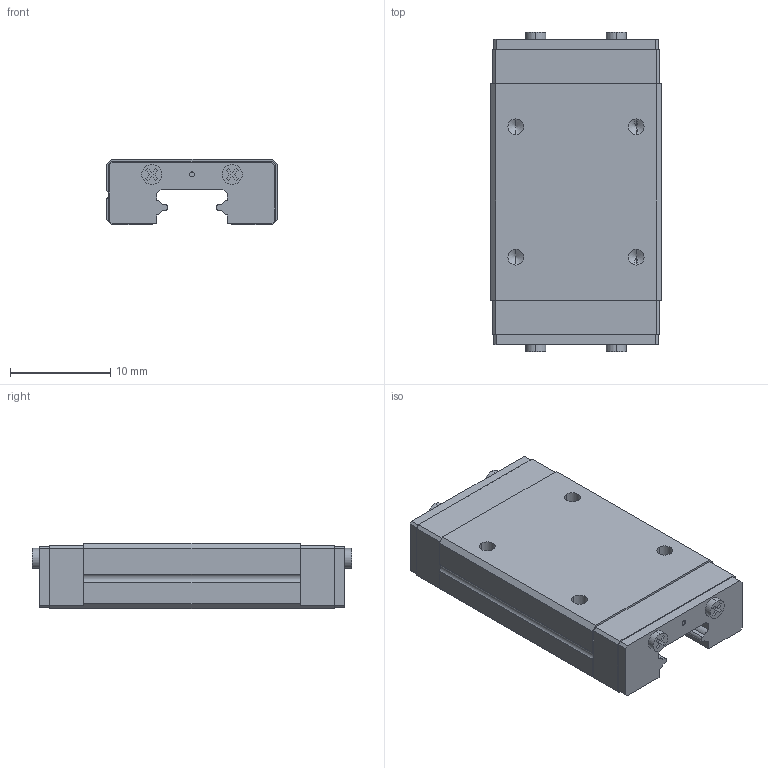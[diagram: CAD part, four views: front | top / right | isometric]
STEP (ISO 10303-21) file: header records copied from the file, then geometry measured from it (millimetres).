
FILE_DESCRIPTION (( 'STEP AP203' ), '1' );
FILE_NAME ('M7LUUG0.step', '2021-02-18T17:50:01', ( '' ), ( '' ), 'SwSTEP 2.0', 'SolidWorks 2019', '' );
FILE_SCHEMA (( 'CONFIG_CONTROL_DESIGN' ));
Length unit declared in the file: millimetre
Products named in the file (1): M7LUUG0
Bounding box: 17 x 31.8 x 6.5 mm (x, y, z)
Volume: 2584.4 mm3; surface area: 1922.7 mm2
Topology: 1 solids, 1 shells, 150 faces, 404 edges, 262 vertices
Faces by surface type: plane 113, cylinder 29, cone 8
Entity records: 4669 total; most frequent: CARTESIAN_POINT 809, ORIENTED_EDGE 792, DIRECTION 758, EDGE_CURVE 396, LINE 336, VECTOR 336, VERTEX_POINT 262, AXIS2_PLACEMENT_3D 211
